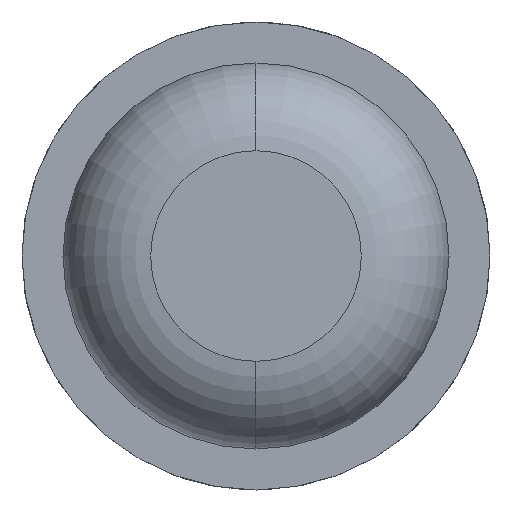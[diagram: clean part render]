
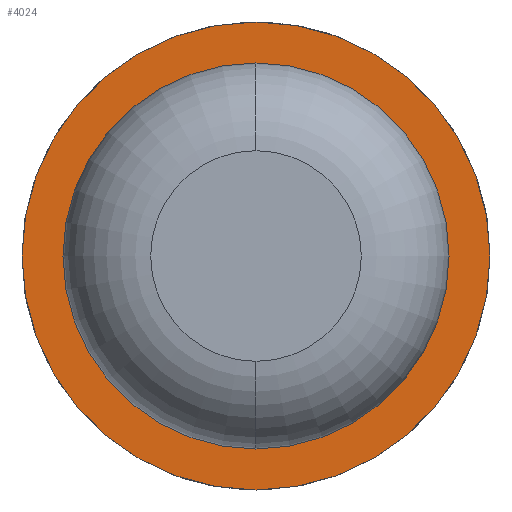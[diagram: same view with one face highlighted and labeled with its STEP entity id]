
A CAD part, front view. The second image highlights one B-rep face of the part: STEP entity #4024.
In plain terms, the highlighted planar face has unit normal (0, -1, 0).
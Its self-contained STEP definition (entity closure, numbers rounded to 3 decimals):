
#96 = EDGE_CURVE ( 'Defeature ausgef�hrt1_4+Defeature ausgef�hrt1_0+Defeature ausgef�hrt1_0+Defeature ausgef�hrt1_0', #4015, #894, #2868, .T. ) ;
#141 = CARTESIAN_POINT ( 'NONE',  ( 0., -9., 0.825 ) ) ;
#159 = DIRECTION ( 'NONE',  ( -1., 0., 0. ) ) ;
#280 = ORIENTED_EDGE ( 'NONE', *, *, #4223, .F. ) ;
#327 = VERTEX_POINT ( 'NONE', #1839 ) ;
#630 = AXIS2_PLACEMENT_3D ( 'NONE', #3484, #1341, #3074 ) ;
#894 = VERTEX_POINT ( 'NONE', #1482 ) ;
#1341 = DIRECTION ( 'NONE',  ( 0., 1., 0. ) ) ;
#1352 = DIRECTION ( 'NONE',  ( -1., 0., 0. ) ) ;
#1409 = AXIS2_PLACEMENT_3D ( 'NONE', #2442, #2056, #3415 ) ;
#1439 = ORIENTED_EDGE ( 'NONE', *, *, #3191, .T. ) ;
#1445 = FACE_OUTER_BOUND ( 'NONE', #2686, .T. ) ;
#1482 = CARTESIAN_POINT ( 'NONE',  ( 0., -9., -0.825 ) ) ;
#1511 = CARTESIAN_POINT ( 'NONE',  ( 0.825, -9., 0. ) ) ;
#1560 = EDGE_LOOP ( 'NONE', ( #4007, #1439 ) ) ;
#1594 = FACE_BOUND ( 'NONE', #1560, .T. ) ;
#1839 = CARTESIAN_POINT ( 'NONE',  ( 1., -9., 0. ) ) ;
#1887 = DIRECTION ( 'NONE',  ( 0., 1., 0. ) ) ;
#1947 = AXIS2_PLACEMENT_3D ( 'NONE', #1511, #2218, #159 ) ;
#1969 = AXIS2_PLACEMENT_3D ( 'NONE', #2557, #1887, #2198 ) ;
#2033 = CARTESIAN_POINT ( 'NONE',  ( 0., -9., 0. ) ) ;
#2056 = DIRECTION ( 'NONE',  ( 0., 1., 0. ) ) ;
#2198 = DIRECTION ( 'NONE',  ( -1., 0., 0. ) ) ;
#2218 = DIRECTION ( 'NONE',  ( 0., 1., 0. ) ) ;
#2414 = CARTESIAN_POINT ( 'NONE',  ( -1., -9., 0. ) ) ;
#2442 = CARTESIAN_POINT ( 'NONE',  ( 0., -9., 0. ) ) ;
#2557 = CARTESIAN_POINT ( 'NONE',  ( 0., -9., 0. ) ) ;
#2581 = CIRCLE ( 'NONE', #1969, 0.825 ) ;
#2686 = EDGE_LOOP ( 'NONE', ( #280, #3756 ) ) ;
#2868 = CIRCLE ( 'NONE', #2914, 0.825 ) ;
#2914 = AXIS2_PLACEMENT_3D ( 'NONE', #2033, #4444, #1352 ) ;
#3074 = DIRECTION ( 'NONE',  ( -1., 0., 0. ) ) ;
#3179 = CIRCLE ( 'NONE', #1409, 1. ) ;
#3191 = EDGE_CURVE ( 'Defeature ausgef�hrt1_4+Defeature ausgef�hrt1_0+Defeature ausgef�hrt1_0+Defeature ausgef�hrt1_0', #894, #4015, #2581, .T. ) ;
#3415 = DIRECTION ( 'NONE',  ( -1., 0., 0. ) ) ;
#3484 = CARTESIAN_POINT ( 'NONE',  ( 0., -9., 0. ) ) ;
#3575 = PLANE ( 'NONE',  #1947 ) ;
#3756 = ORIENTED_EDGE ( 'NONE', *, *, #4248, .F. ) ;
#3936 = VERTEX_POINT ( 'NONE', #2414 ) ;
#4007 = ORIENTED_EDGE ( 'NONE', *, *, #96, .T. ) ;
#4015 = VERTEX_POINT ( 'NONE', #141 ) ;
#4024 = ADVANCED_FACE ( 'Defeature ausgef�hrt1_4', ( #1445, #1594 ), #3575, .F. ) ;
#4067 = CIRCLE ( 'NONE', #630, 1. ) ;
#4223 = EDGE_CURVE ( 'Defeature ausgef�hrt1_5+Defeature ausgef�hrt1_4+Defeature ausgef�hrt1_4+Defeature ausgef�hrt1_4', #3936, #327, #3179, .T. ) ;
#4248 = EDGE_CURVE ( 'Defeature ausgef�hrt1_5+Defeature ausgef�hrt1_4+Defeature ausgef�hrt1_4+Defeature ausgef�hrt1_4', #327, #3936, #4067, .T. ) ;
#4444 = DIRECTION ( 'NONE',  ( 0., 1., 0. ) ) ;
